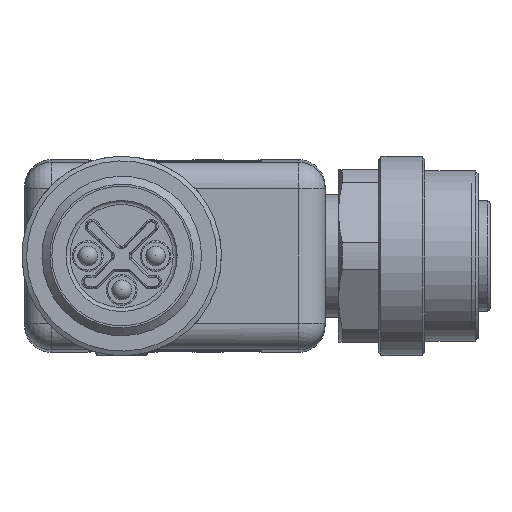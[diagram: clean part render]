
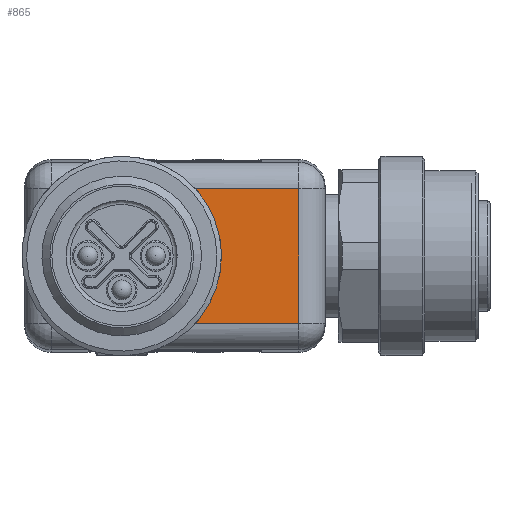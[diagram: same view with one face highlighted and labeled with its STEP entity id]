
A CAD part, left-side view. The second image highlights one B-rep face of the part: STEP entity #865.
In plain terms, the highlighted planar face has unit normal (-1, 0, 0).
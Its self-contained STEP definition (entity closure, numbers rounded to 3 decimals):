
#315=PLANE('',#7288);
#865=ADVANCED_FACE('',(#1372),#315,.F.);
#1372=FACE_OUTER_BOUND('',#1879,.T.);
#1879=EDGE_LOOP('',(#3518,#3519,#3520,#3521));
#3518=ORIENTED_EDGE('',*,*,#5321,.F.);
#3519=ORIENTED_EDGE('',*,*,#5322,.T.);
#3520=ORIENTED_EDGE('',*,*,#5323,.T.);
#3521=ORIENTED_EDGE('',*,*,#5324,.T.);
#4492=VERTEX_POINT('',#13618);
#4493=VERTEX_POINT('',#13619);
#4494=VERTEX_POINT('',#13621);
#4495=VERTEX_POINT('',#13623);
#5321=EDGE_CURVE('',#4492,#4493,#6545,.T.);
#5322=EDGE_CURVE('',#4492,#4494,#5809,.T.);
#5323=EDGE_CURVE('',#4494,#4495,#5810,.T.);
#5324=EDGE_CURVE('',#4495,#4493,#5811,.T.);
#5809=LINE('',#13620,#6150);
#5810=LINE('',#13622,#6151);
#5811=LINE('',#13624,#6152);
#6150=VECTOR('',#9040,1.);
#6151=VECTOR('',#9041,1.);
#6152=VECTOR('',#9042,1.);
#6545=CIRCLE('',#7287,7.);
#7287=AXIS2_PLACEMENT_3D('',#13617,#9038,#9039);
#7288=AXIS2_PLACEMENT_3D('',#13625,#9043,#9044);
#9038=DIRECTION('',(-1.,0.,0.));
#9039=DIRECTION('',(0.,-1.,0.));
#9040=DIRECTION('',(0.,-1.,0.));
#9041=DIRECTION('',(0.,0.,1.));
#9042=DIRECTION('',(0.,1.,0.));
#9043=DIRECTION('',(1.,0.,0.));
#9044=DIRECTION('',(0.,-1.,0.));
#13617=CARTESIAN_POINT('',(169.9,50.,0.));
#13618=CARTESIAN_POINT('',(169.9,45.16,-5.057));
#13619=CARTESIAN_POINT('',(169.9,45.16,5.057));
#13620=CARTESIAN_POINT('',(169.9,34.7,-5.057));
#13621=CARTESIAN_POINT('',(169.9,36.7,-5.057));
#13622=CARTESIAN_POINT('',(169.9,36.7,7.));
#13623=CARTESIAN_POINT('',(169.9,36.7,5.057));
#13624=CARTESIAN_POINT('',(169.9,34.7,5.057));
#13625=CARTESIAN_POINT('',(169.9,34.7,7.));
